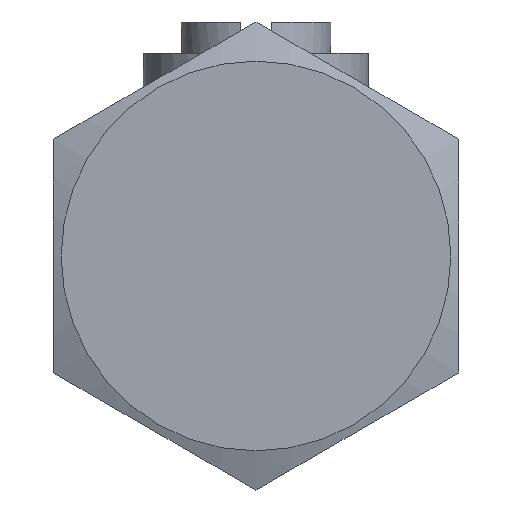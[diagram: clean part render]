
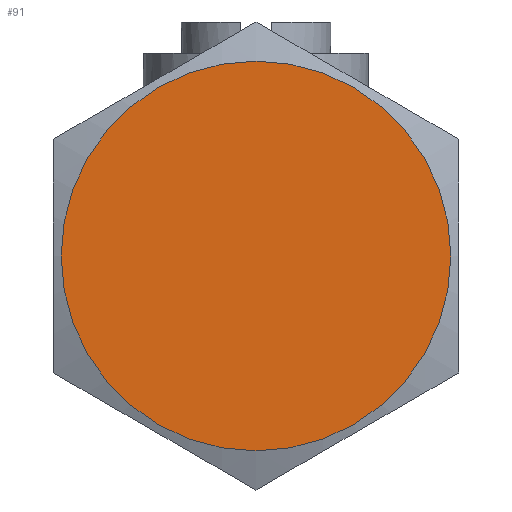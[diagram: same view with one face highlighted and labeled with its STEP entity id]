
A CAD part, left-side view. The second image highlights one B-rep face of the part: STEP entity #91.
In plain terms, the highlighted planar face has unit normal (-1, 0, 0).
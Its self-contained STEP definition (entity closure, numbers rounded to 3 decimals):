
#91 = ADVANCED_FACE( '', ( #164 ), #165, .F. );
#164 = FACE_OUTER_BOUND( '', #280, .T. );
#165 = PLANE( '', #281 );
#280 = EDGE_LOOP( '', ( #489 ) );
#281 = AXIS2_PLACEMENT_3D( '', #490, #491, #492 );
#489 = ORIENTED_EDGE( '', *, *, #811, .F. );
#490 = CARTESIAN_POINT( '', ( -30.5, 0., -15.011 ) );
#491 = DIRECTION( '', ( 1., 0., 0. ) );
#492 = DIRECTION( '', ( 0., 1., 0. ) );
#811 = EDGE_CURVE( '', #983, #983, #984, .T. );
#983 = VERTEX_POINT( '', #1349 );
#984 = CIRCLE( '', #1350, 12.5 );
#1349 = CARTESIAN_POINT( '', ( -30.5, 0., -12.5 ) );
#1350 = AXIS2_PLACEMENT_3D( '', #1598, #1599, #1600 );
#1598 = CARTESIAN_POINT( '', ( -30.5, 0., 0. ) );
#1599 = DIRECTION( '', ( 1., 0., 0. ) );
#1600 = DIRECTION( '', ( 0., 0., -1. ) );
